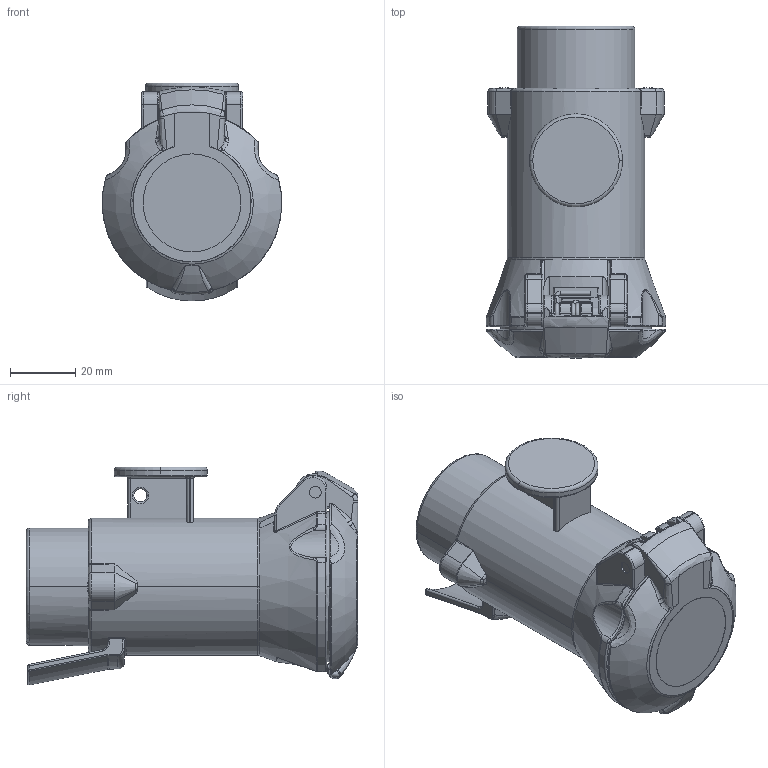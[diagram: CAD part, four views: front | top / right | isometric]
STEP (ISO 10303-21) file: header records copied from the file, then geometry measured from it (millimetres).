
FILE_DESCRIPTION((''),'2;1');
FILE_NAME('311052_MIKA','2017-06-09T',('tema'),(''),'PRO/ENGINEER BY PARAMETRIC TECHNOLOGY CORPORATION, 2016100','PRO/ENGINEER BY PARAMETRIC TECHNOLOGY CORPORATION, 2016100','');
FILE_SCHEMA(('CONFIG_CONTROL_DESIGN'));
Length unit declared in the file: millimetre
Products named in the file (1): 311052_MIKA
Bounding box: 54.96 x 101.6 x 66.74 mm (x, y, z)
Volume: 140526.7 mm3; surface area: 35181.3 mm2
Topology: 1 solids, 1 shells, 746 faces, 1909 edges, 1166 vertices
Faces by surface type: cylinder 265, plane 196, torus 126, bspline 94, cone 34, sphere 31
Entity records: 30882 total; most frequent: CARTESIAN_POINT 13343, ORIENTED_EDGE 3802, DIRECTION 3613, EDGE_CURVE 1901, AXIS2_PLACEMENT_3D 1459, VERTEX_POINT 1166, CIRCLE 807, EDGE_LOOP 779
